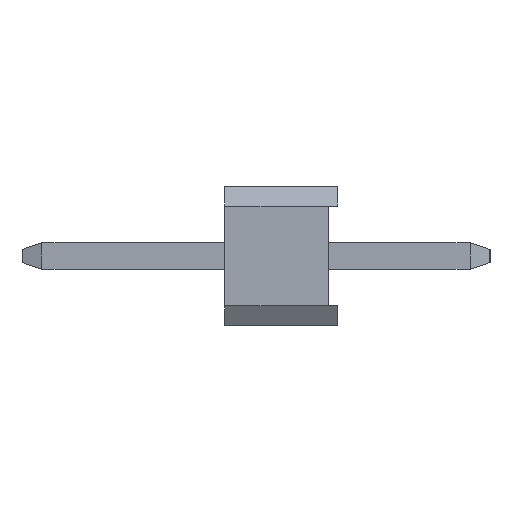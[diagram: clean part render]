
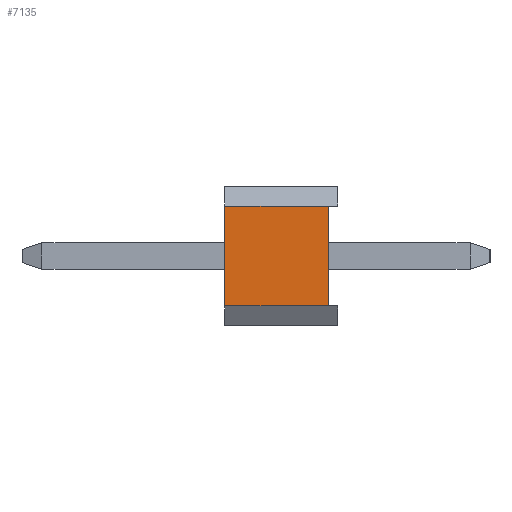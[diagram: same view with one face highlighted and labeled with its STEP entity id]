
A CAD part, left-side view. The second image highlights one B-rep face of the part: STEP entity #7135.
In plain terms, the highlighted planar face has unit normal (-1, 0, 0).
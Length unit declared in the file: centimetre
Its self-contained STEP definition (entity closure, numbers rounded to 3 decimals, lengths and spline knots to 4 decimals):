
#393=FACE_OUTER_BOUND('',#847,.T.);
#847=EDGE_LOOP('',(#6046,#6047,#6048,#6049));
#1564=LINE('',#10771,#2536);
#1662=LINE('',#10967,#2634);
#1830=LINE('',#11291,#2802);
#1832=LINE('',#11294,#2804);
#2536=VECTOR('',#8856,0.15);
#2634=VECTOR('',#8956,0.156);
#2802=VECTOR('',#9236,0.15);
#2804=VECTOR('',#9240,0.156);
#3251=VERTEX_POINT('',#10767);
#3253=VERTEX_POINT('',#10770);
#3350=VERTEX_POINT('',#10965);
#3450=VERTEX_POINT('',#11290);
#4092=EDGE_CURVE('',#3251,#3253,#1564,.T.);
#4190=EDGE_CURVE('',#3350,#3251,#1662,.T.);
#4358=EDGE_CURVE('',#3350,#3450,#1830,.T.);
#4360=EDGE_CURVE('',#3450,#3253,#1832,.T.);
#6046=ORIENTED_EDGE('',*,*,#4358,.T.);
#6047=ORIENTED_EDGE('',*,*,#4360,.T.);
#6048=ORIENTED_EDGE('',*,*,#4092,.F.);
#6049=ORIENTED_EDGE('',*,*,#4190,.F.);
#6713=PLANE('',#7559);
#7135=ADVANCED_FACE('',(#393),#6713,.T.);
#7559=AXIS2_PLACEMENT_3D('',#11293,#9238,#9239);
#8856=DIRECTION('',(0.,0.,1.));
#8956=DIRECTION('',(0.,1.,0.));
#9236=DIRECTION('',(0.,0.,1.));
#9238=DIRECTION('center_axis',(-1.,0.,0.));
#9239=DIRECTION('ref_axis',(0.,0.,1.));
#9240=DIRECTION('',(0.,1.,0.));
#10767=CARTESIAN_POINT('',(-1.016,0.,-0.075));
#10770=CARTESIAN_POINT('',(-1.016,0.,0.075));
#10771=CARTESIAN_POINT('',(-1.016,0.,-0.075));
#10965=CARTESIAN_POINT('',(-1.016,-0.156,-0.075));
#10967=CARTESIAN_POINT('',(-1.016,-0.156,-0.075));
#11290=CARTESIAN_POINT('',(-1.016,-0.156,0.075));
#11291=CARTESIAN_POINT('',(-1.016,-0.156,-0.075));
#11293=CARTESIAN_POINT('Origin',(-1.016,0.,-0.105));
#11294=CARTESIAN_POINT('',(-1.016,-0.156,0.075));
